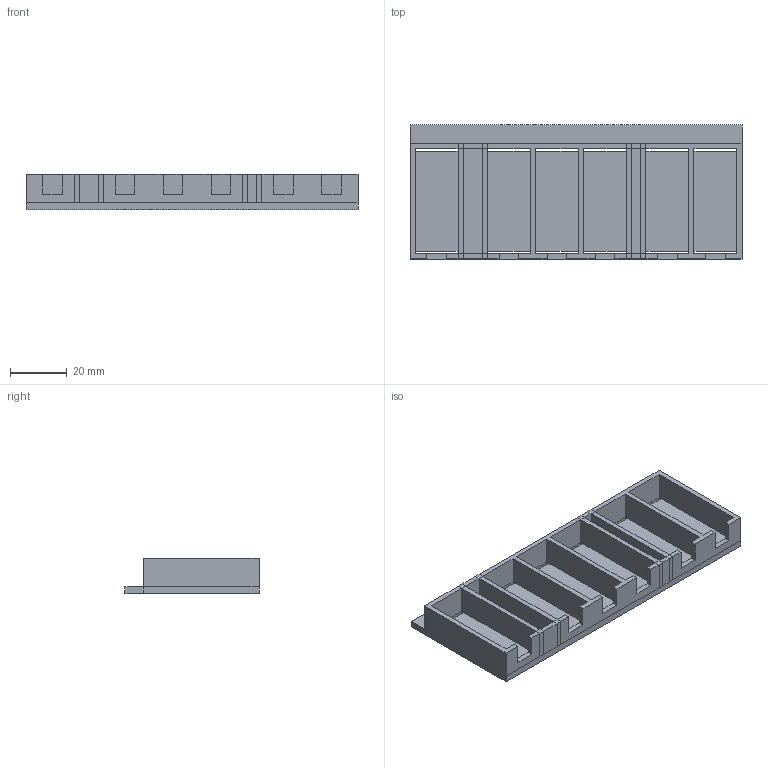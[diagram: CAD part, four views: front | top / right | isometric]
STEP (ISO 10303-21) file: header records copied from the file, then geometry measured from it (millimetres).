
FILE_DESCRIPTION(('FreeCAD Model'),'2;1');
FILE_NAME('Open CASCADE Shape Model','2023-06-03T21:01:25',(''),(''), 'Open CASCADE STEP processor 7.6','FreeCAD','Unknown');
FILE_SCHEMA(('AUTOMOTIVE_DESIGN { 1 0 10303 214 1 1 1 1 }'));
Length unit declared in the file: millimetre
Products named in the file (1): Body
Bounding box: 117.5 x 47.45 x 12.4 mm (x, y, z)
Volume: 22686.5 mm3; surface area: 23236 mm2
Topology: 1 solids, 1 shells, 157 faces, 399 edges, 232 vertices
Faces by surface type: plane 157
Entity records: 9754 total; most frequent: CARTESIAN_POINT 1587, DIRECTION 1513, LINE 1197, VECTOR 1197, ORIENTED_EDGE 798, PCURVE 798, DEFINITIONAL_REPRESENTATION 798, EDGE_CURVE 399
